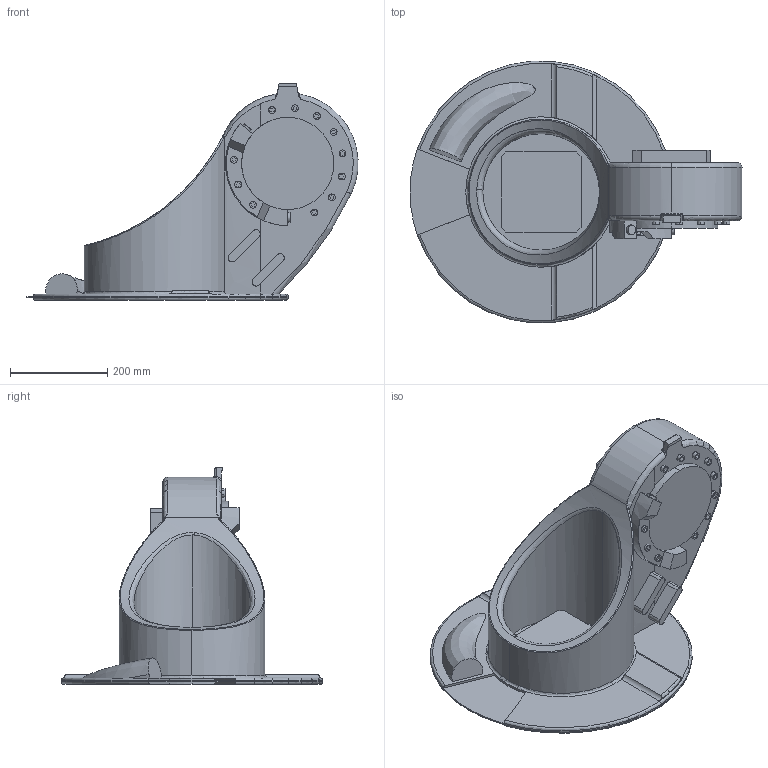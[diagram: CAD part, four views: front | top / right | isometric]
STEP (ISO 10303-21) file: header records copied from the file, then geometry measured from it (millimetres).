
FILE_DESCRIPTION (( 'STEP AP203' ), '1' );
FILE_NAME ('Rotary Head_Default_sldprt.STEP', '2020-05-15T02:53:04', ( '' ), ( '' ), 'SwSTEP 2.0', 'SolidWorks 2018', '' );
FILE_SCHEMA (( 'CONFIG_CONTROL_DESIGN' ));
Length unit declared in the file: millimetre
Products named in the file (1): Rotary Head_Default_sldprt
Bounding box: 683.75 x 538.29 x 446.47 mm (x, y, z)
Surface area: 1288889.8 mm2 (no closed solid volume)
Topology: 0 solids, 3 shells, 306 faces, 762 edges, 500 vertices
Faces by surface type: plane 188, cylinder 84, bspline 19, torus 14, cone 1
Entity records: 13084 total; most frequent: CARTESIAN_POINT 5805, ORIENTED_EDGE 1502, DIRECTION 1438, EDGE_CURVE 760, VERTEX_POINT 500, AXIS2_PLACEMENT_3D 491, LINE 456, VECTOR 456
